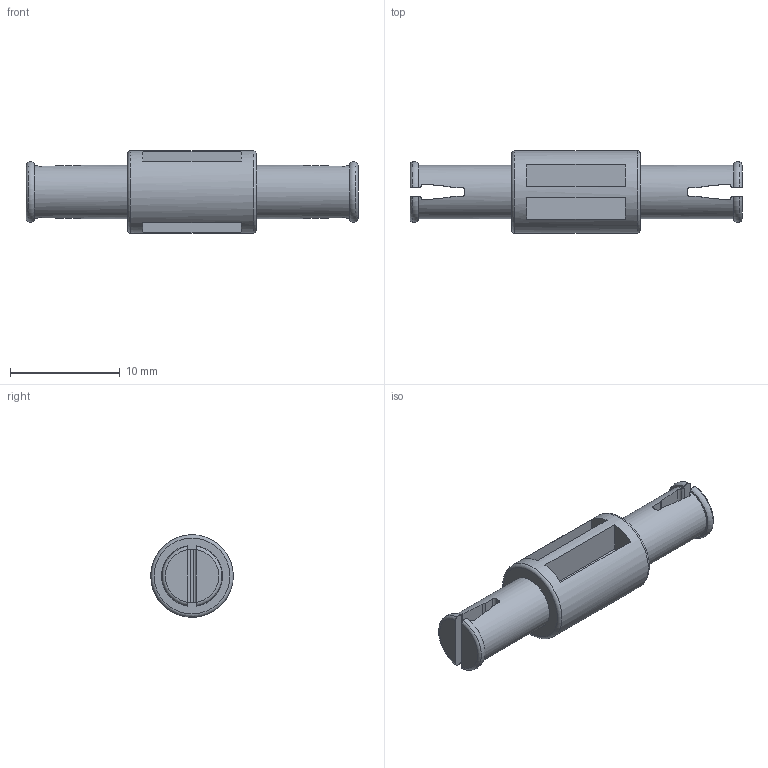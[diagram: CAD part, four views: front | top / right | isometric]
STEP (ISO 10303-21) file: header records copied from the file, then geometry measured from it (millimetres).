
FILE_DESCRIPTION(/* description */ (''),/* implementation_level */ '2;1');
FILE_NAME(/* name */ 'RB1.stp',/* time_stamp */ '2019-03-13T12:15:40+01:00',/* author */ ('Varga Daniel'),/* organization */ (''),/* preprocessor_version */ 'ST-DEVELOPER v17.2',/* originating_system */ 'Autodesk Inventor 2019',/* authorisation */ '');
FILE_SCHEMA (('AUTOMOTIVE_DESIGN { 1 0 10303 214 3 1 1 }'));
Length unit declared in the file: millimetre
Products named in the file (1): RB1
Bounding box: 30.2 x 7.5 x 7.5 mm (x, y, z)
Volume: 646.7 mm3; surface area: 925.2 mm2
Topology: 1 solids, 1 shells, 73 faces, 201 edges, 136 vertices
Faces by surface type: plane 44, cylinder 19, torus 10
Full cylindrical faces by diameter (mm): 4.875 x2, 7.5 x1
Entity records: 2783 total; most frequent: CARTESIAN_POINT 839, ORIENTED_EDGE 402, DIRECTION 355, EDGE_CURVE 201, VERTEX_POINT 136, AXIS2_PLACEMENT_3D 128, LINE 99, VECTOR 99
